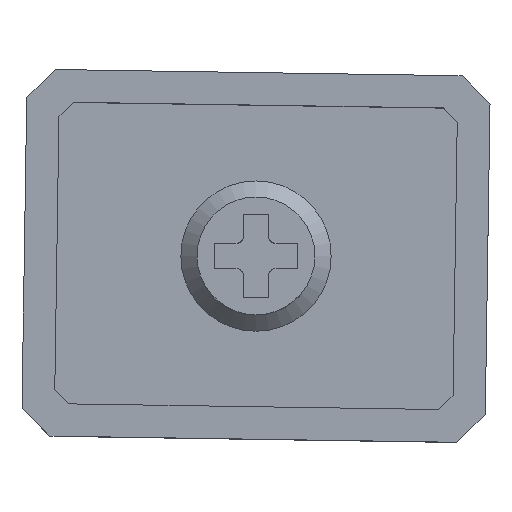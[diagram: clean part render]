
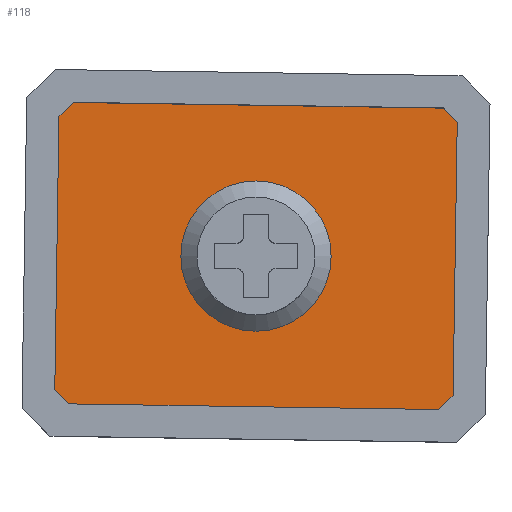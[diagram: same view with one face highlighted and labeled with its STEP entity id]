
A CAD part, top view. The second image highlights one B-rep face of the part: STEP entity #118.
In plain terms, the highlighted planar face has unit normal (0, 0, 1).
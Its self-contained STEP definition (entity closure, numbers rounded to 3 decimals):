
#27=CARTESIAN_POINT('',(0.,0.,0.8));
#28=DIRECTION('',(0.,0.,1.));
#29=DIRECTION('',(1.,-0.015,0.));
#30=AXIS2_PLACEMENT_3D('',#27,#28,#29);
#31=PLANE('',#30);
#32=CARTESIAN_POINT('',(3.7,0.,0.8));
#33=VERTEX_POINT('',#32);
#34=CARTESIAN_POINT('',(-3.7,0.,0.8));
#35=VERTEX_POINT('',#34);
#36=CARTESIAN_POINT('',(0.,0.,0.8));
#37=DIRECTION('',(-0.,-0.,-1.));
#38=DIRECTION('',(1.,0.,-0.));
#39=AXIS2_PLACEMENT_3D('',#36,#37,#38);
#40=CIRCLE('',#39,3.7);
#41=EDGE_CURVE('',#33,#35,#40,.T.);
#42=ORIENTED_EDGE('',*,*,#41,.T.);
#43=CARTESIAN_POINT('',(0.,0.,0.8));
#44=DIRECTION('',(-0.,-0.,-1.));
#45=DIRECTION('',(1.,0.,-0.));
#46=AXIS2_PLACEMENT_3D('',#43,#44,#45);
#47=CIRCLE('',#46,3.7);
#48=EDGE_CURVE('',#35,#33,#47,.T.);
#49=ORIENTED_EDGE('',*,*,#48,.T.);
#50=EDGE_LOOP('',(#42,#49));
#51=FACE_BOUND('',#50,.T.);
#52=CARTESIAN_POINT('',(8.992,-7.563,0.8));
#53=VERTEX_POINT('',#52);
#54=CARTESIAN_POINT('',(-9.219,-7.285,0.8));
#55=VERTEX_POINT('',#54);
#56=CARTESIAN_POINT('',(8.992,-7.563,0.8));
#57=DIRECTION('',(-1.,0.015,0.));
#58=VECTOR('',#57,18.213);
#59=LINE('',#56,#58);
#60=EDGE_CURVE('',#53,#55,#59,.T.);
#61=ORIENTED_EDGE('',*,*,#60,.F.);
#62=CARTESIAN_POINT('',(9.702,-6.874,0.8));
#63=VERTEX_POINT('',#62);
#64=CARTESIAN_POINT('',(8.992,-7.563,0.8));
#65=DIRECTION('',(0.718,0.696,0.));
#66=VECTOR('',#65,0.99);
#67=LINE('',#64,#66);
#68=EDGE_CURVE('',#53,#63,#67,.T.);
#69=ORIENTED_EDGE('',*,*,#68,.T.);
#70=CARTESIAN_POINT('',(9.908,6.574,0.8));
#71=VERTEX_POINT('',#70);
#72=CARTESIAN_POINT('',(9.702,-6.874,0.8));
#73=DIRECTION('',(0.015,1.,0.));
#74=VECTOR('',#73,13.45);
#75=LINE('',#72,#74);
#76=EDGE_CURVE('',#63,#71,#75,.T.);
#77=ORIENTED_EDGE('',*,*,#76,.T.);
#78=CARTESIAN_POINT('',(9.219,7.285,0.8));
#79=VERTEX_POINT('',#78);
#80=CARTESIAN_POINT('',(9.908,6.574,0.8));
#81=DIRECTION('',(-0.696,0.718,-0.));
#82=VECTOR('',#81,0.99);
#83=LINE('',#80,#82);
#84=EDGE_CURVE('',#71,#79,#83,.T.);
#85=ORIENTED_EDGE('',*,*,#84,.T.);
#86=CARTESIAN_POINT('',(-8.992,7.563,0.8));
#87=VERTEX_POINT('',#86);
#88=CARTESIAN_POINT('',(9.219,7.285,0.8));
#89=DIRECTION('',(-1.,0.015,0.));
#90=VECTOR('',#89,18.213);
#91=LINE('',#88,#90);
#92=EDGE_CURVE('',#79,#87,#91,.T.);
#93=ORIENTED_EDGE('',*,*,#92,.T.);
#94=CARTESIAN_POINT('',(-9.702,6.874,0.8));
#95=VERTEX_POINT('',#94);
#96=CARTESIAN_POINT('',(-8.992,7.563,0.8));
#97=DIRECTION('',(-0.718,-0.696,0.));
#98=VECTOR('',#97,0.99);
#99=LINE('',#96,#98);
#100=EDGE_CURVE('',#87,#95,#99,.T.);
#101=ORIENTED_EDGE('',*,*,#100,.T.);
#102=CARTESIAN_POINT('',(-9.908,-6.575,0.8));
#103=VERTEX_POINT('',#102);
#104=CARTESIAN_POINT('',(-9.908,-6.575,0.8));
#105=DIRECTION('',(0.015,1.,0.));
#106=VECTOR('',#105,13.45);
#107=LINE('',#104,#106);
#108=EDGE_CURVE('',#103,#95,#107,.T.);
#109=ORIENTED_EDGE('',*,*,#108,.F.);
#110=CARTESIAN_POINT('',(-9.908,-6.575,0.8));
#111=DIRECTION('',(0.696,-0.718,-0.));
#112=VECTOR('',#111,0.99);
#113=LINE('',#110,#112);
#114=EDGE_CURVE('',#103,#55,#113,.T.);
#115=ORIENTED_EDGE('',*,*,#114,.T.);
#116=EDGE_LOOP('',(#61,#69,#77,#85,#93,#101,#109,#115));
#117=FACE_BOUND('',#116,.T.);
#118=ADVANCED_FACE('',(#51,#117),#31,.T.);
